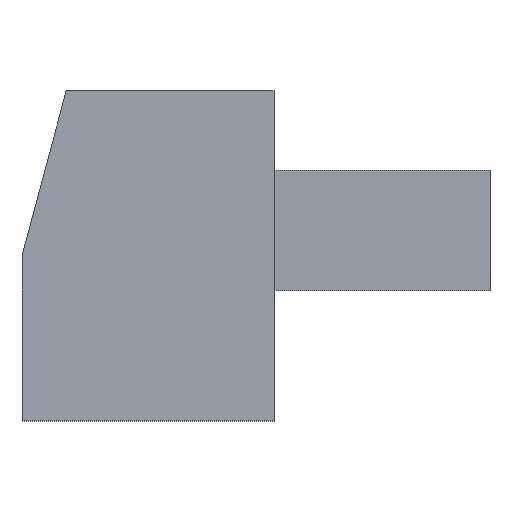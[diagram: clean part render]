
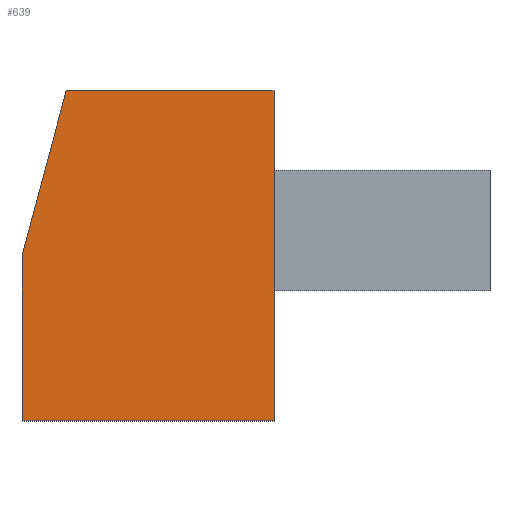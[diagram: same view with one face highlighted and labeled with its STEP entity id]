
A CAD part, top view. The second image highlights one B-rep face of the part: STEP entity #639.
In plain terms, the highlighted planar face has unit normal (0, 0, 1).
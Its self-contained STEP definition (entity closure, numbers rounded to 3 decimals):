
#57=PLANE('',#704);
#96=FACE_OUTER_BOUND('',#145,.T.);
#145=EDGE_LOOP('',(#582,#583,#584,#585,#586));
#210=LINE('',#1036,#279);
#212=LINE('',#1040,#281);
#214=LINE('',#1044,#283);
#216=LINE('',#1048,#285);
#218=LINE('',#1051,#287);
#279=VECTOR('',#851,10.);
#281=VECTOR('',#855,10.);
#283=VECTOR('',#859,10.);
#285=VECTOR('',#863,10.);
#287=VECTOR('',#867,10.);
#347=VERTEX_POINT('',#1033);
#348=VERTEX_POINT('',#1035);
#349=VERTEX_POINT('',#1039);
#350=VERTEX_POINT('',#1043);
#351=VERTEX_POINT('',#1047);
#422=EDGE_CURVE('',#348,#347,#210,.T.);
#424=EDGE_CURVE('',#349,#348,#212,.T.);
#426=EDGE_CURVE('',#350,#349,#214,.T.);
#428=EDGE_CURVE('',#351,#350,#216,.T.);
#430=EDGE_CURVE('',#347,#351,#218,.T.);
#582=ORIENTED_EDGE('',*,*,#430,.T.);
#583=ORIENTED_EDGE('',*,*,#428,.T.);
#584=ORIENTED_EDGE('',*,*,#426,.T.);
#585=ORIENTED_EDGE('',*,*,#424,.T.);
#586=ORIENTED_EDGE('',*,*,#422,.T.);
#639=ADVANCED_FACE('',(#96),#57,.T.);
#704=AXIS2_PLACEMENT_3D('',#1052,#868,#869);
#851=DIRECTION('',(-0.259,-0.966,0.));
#855=DIRECTION('',(-1.,0.,0.));
#859=DIRECTION('',(0.,1.,0.));
#863=DIRECTION('',(1.,0.,0.));
#867=DIRECTION('',(0.,-1.,0.));
#868=DIRECTION('center_axis',(0.,0.,1.));
#869=DIRECTION('ref_axis',(1.,0.,0.));
#1033=CARTESIAN_POINT('',(-4.9,-0.85,3.9));
#1035=CARTESIAN_POINT('',(-3.426,4.65,3.9));
#1036=CARTESIAN_POINT('',(-3.426,4.65,3.9));
#1039=CARTESIAN_POINT('',(3.5,4.65,3.9));
#1040=CARTESIAN_POINT('',(3.5,4.65,3.9));
#1043=CARTESIAN_POINT('',(3.5,-6.35,3.9));
#1044=CARTESIAN_POINT('',(3.5,-6.35,3.9));
#1047=CARTESIAN_POINT('',(-4.9,-6.35,3.9));
#1048=CARTESIAN_POINT('',(-4.9,-6.35,3.9));
#1051=CARTESIAN_POINT('',(-4.9,-0.85,3.9));
#1052=CARTESIAN_POINT('Origin',(-0.7,-0.85,3.9));
